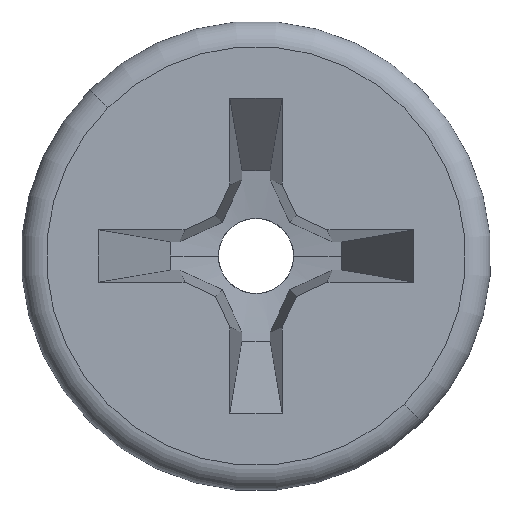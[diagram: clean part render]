
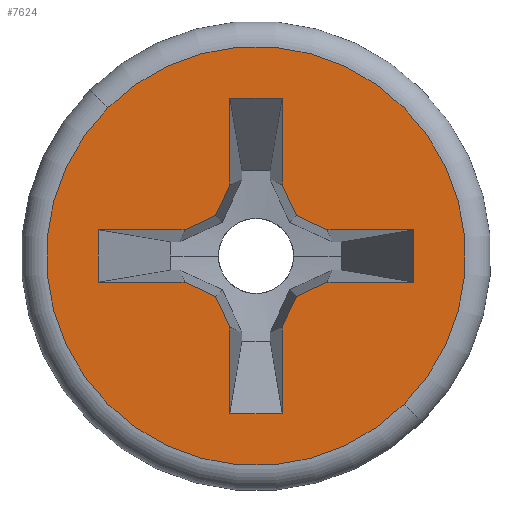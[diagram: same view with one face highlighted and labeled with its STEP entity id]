
A CAD part, left-side view. The second image highlights one B-rep face of the part: STEP entity #7624.
In plain terms, the highlighted planar face has unit normal (-1, 0, 0).
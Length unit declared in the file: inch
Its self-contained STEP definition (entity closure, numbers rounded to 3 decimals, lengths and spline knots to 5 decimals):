
#3669=CARTESIAN_POINT('',(0.,0.,0.));
#3670=DIRECTION('',(-1.,0.,0.));
#3671=DIRECTION('',(0.,1.,0.));
#3672=AXIS2_PLACEMENT_3D('',#3669,#3670,#3671);
#3674=CARTESIAN_POINT('',(0.,0.,0.));
#3675=DIRECTION('',(1.,0.,0.));
#3676=DIRECTION('',(0.,1.,0.));
#3677=AXIS2_PLACEMENT_3D('',#3674,#3675,#3676);
#3679=DIRECTION('',(0.,-0.707,-0.707));
#3680=VECTOR('',#3679,0.028);
#3681=CARTESIAN_POINT('',(0.,0.0693,-0.0495));
#3682=LINE('',#3681,#3680);
#3683=DIRECTION('',(0.,0.707,-0.707));
#3684=VECTOR('',#3683,0.04624);
#3685=CARTESIAN_POINT('',(0.,0.0168,-0.0366));
#3686=LINE('',#3685,#3684);
#3687=DIRECTION('',(0.,0.94,-0.342));
#3688=VECTOR('',#3687,0.01788);
#3689=CARTESIAN_POINT('',(0.,0.,-0.03048));
#3690=LINE('',#3689,#3688);
#3691=DIRECTION('',(0.,0.94,0.342));
#3692=VECTOR('',#3691,0.01788);
#3693=CARTESIAN_POINT('',(0.,-0.0168,-0.0366));
#3694=LINE('',#3693,#3692);
#3695=DIRECTION('',(0.,-0.707,-0.707));
#3696=VECTOR('',#3695,0.04624);
#3697=CARTESIAN_POINT('',(0.,-0.0168,-0.0366));
#3698=LINE('',#3697,#3696);
#3699=DIRECTION('',(0.,0.707,-0.707));
#3700=VECTOR('',#3699,0.028);
#3701=CARTESIAN_POINT('',(0.,-0.0693,-0.0495));
#3702=LINE('',#3701,#3700);
#3703=DIRECTION('',(0.,-0.707,-0.707));
#3704=VECTOR('',#3703,0.04624);
#3705=CARTESIAN_POINT('',(0.,-0.0366,-0.0168));
#3706=LINE('',#3705,#3704);
#3707=DIRECTION('',(0.,-0.342,-0.94));
#3708=VECTOR('',#3707,0.01788);
#3709=CARTESIAN_POINT('',(0.,-0.03048,0.));
#3710=LINE('',#3709,#3708);
#3711=DIRECTION('',(0.,0.342,-0.94));
#3712=VECTOR('',#3711,0.01788);
#3713=CARTESIAN_POINT('',(0.,-0.0366,0.0168));
#3714=LINE('',#3713,#3712);
#3715=DIRECTION('',(0.,0.707,-0.707));
#3716=VECTOR('',#3715,0.04624);
#3717=CARTESIAN_POINT('',(0.,-0.0693,0.0495));
#3718=LINE('',#3717,#3716);
#3719=DIRECTION('',(0.,-0.707,-0.707));
#3720=VECTOR('',#3719,0.028);
#3721=CARTESIAN_POINT('',(0.,-0.0495,0.0693));
#3722=LINE('',#3721,#3720);
#3723=DIRECTION('',(0.,0.707,-0.707));
#3724=VECTOR('',#3723,0.04624);
#3725=CARTESIAN_POINT('',(0.,-0.0495,0.0693));
#3726=LINE('',#3725,#3724);
#3727=DIRECTION('',(0.,-0.94,0.342));
#3728=VECTOR('',#3727,0.01788);
#3729=CARTESIAN_POINT('',(0.,0.,0.03048));
#3730=LINE('',#3729,#3728);
#3731=DIRECTION('',(0.,-0.94,-0.342));
#3732=VECTOR('',#3731,0.01788);
#3733=CARTESIAN_POINT('',(0.,0.0168,0.0366));
#3734=LINE('',#3733,#3732);
#3735=DIRECTION('',(0.,-0.707,-0.707));
#3736=VECTOR('',#3735,0.04624);
#3737=CARTESIAN_POINT('',(0.,0.0495,0.0693));
#3738=LINE('',#3737,#3736);
#3739=DIRECTION('',(0.,0.707,-0.707));
#3740=VECTOR('',#3739,0.028);
#3741=CARTESIAN_POINT('',(0.,0.0495,0.0693));
#3742=LINE('',#3741,#3740);
#3743=DIRECTION('',(0.,-0.707,-0.707));
#3744=VECTOR('',#3743,0.04624);
#3745=CARTESIAN_POINT('',(0.,0.0693,0.0495));
#3746=LINE('',#3745,#3744);
#3747=DIRECTION('',(0.,0.342,0.94));
#3748=VECTOR('',#3747,0.01788);
#3749=CARTESIAN_POINT('',(0.,0.03048,0.));
#3750=LINE('',#3749,#3748);
#3751=DIRECTION('',(0.,-0.342,0.94));
#3752=VECTOR('',#3751,0.01788);
#3753=CARTESIAN_POINT('',(0.,0.0366,-0.0168));
#3754=LINE('',#3753,#3752);
#3755=DIRECTION('',(0.,0.707,-0.707));
#3756=VECTOR('',#3755,0.04624);
#3757=CARTESIAN_POINT('',(0.,0.0366,-0.0168));
#3758=LINE('',#3757,#3756);
#6147=CARTESIAN_POINT('',(0.,0.0693,-0.0495));
#6148=CARTESIAN_POINT('',(0.,0.0495,-0.0693));
#6149=VERTEX_POINT('',#6147);
#6150=VERTEX_POINT('',#6148);
#6151=CARTESIAN_POINT('',(0.,0.0366,-0.0168));
#6152=VERTEX_POINT('',#6151);
#6153=CARTESIAN_POINT('',(0.,0.03048,0.));
#6154=VERTEX_POINT('',#6153);
#6155=CARTESIAN_POINT('',(0.,0.0366,0.0168));
#6156=VERTEX_POINT('',#6155);
#6157=CARTESIAN_POINT('',(0.,0.0693,0.0495));
#6158=VERTEX_POINT('',#6157);
#6159=CARTESIAN_POINT('',(0.,0.0495,0.0693));
#6160=VERTEX_POINT('',#6159);
#6161=CARTESIAN_POINT('',(0.,0.0168,0.0366));
#6162=VERTEX_POINT('',#6161);
#6163=CARTESIAN_POINT('',(0.,0.,0.03048));
#6164=VERTEX_POINT('',#6163);
#6165=CARTESIAN_POINT('',(0.,-0.0168,0.0366));
#6166=VERTEX_POINT('',#6165);
#6167=CARTESIAN_POINT('',(0.,-0.0495,0.0693));
#6168=VERTEX_POINT('',#6167);
#6169=CARTESIAN_POINT('',(0.,-0.0693,0.0495));
#6170=VERTEX_POINT('',#6169);
#6171=CARTESIAN_POINT('',(0.,-0.0366,0.0168));
#6172=VERTEX_POINT('',#6171);
#6173=CARTESIAN_POINT('',(0.,-0.03048,0.));
#6174=VERTEX_POINT('',#6173);
#6175=CARTESIAN_POINT('',(0.,-0.0366,-0.0168));
#6176=VERTEX_POINT('',#6175);
#6177=CARTESIAN_POINT('',(0.,-0.0693,-0.0495));
#6178=VERTEX_POINT('',#6177);
#6179=CARTESIAN_POINT('',(0.,-0.0495,-0.0693));
#6180=VERTEX_POINT('',#6179);
#6181=CARTESIAN_POINT('',(0.,-0.0168,-0.0366));
#6182=VERTEX_POINT('',#6181);
#6183=CARTESIAN_POINT('',(0.,0.,-0.03048));
#6184=VERTEX_POINT('',#6183);
#6185=CARTESIAN_POINT('',(0.,0.0168,-0.0366));
#6186=VERTEX_POINT('',#6185);
#6207=CARTESIAN_POINT('',(0.,0.11148,0.));
#6208=VERTEX_POINT('',#6207);
#6209=CARTESIAN_POINT('',(0.,-0.11148,0.));
#6210=VERTEX_POINT('',#6209);
#7591=CARTESIAN_POINT('',(0.,0.,0.));
#7592=DIRECTION('',(1.,0.,0.));
#7593=DIRECTION('',(0.,-1.,0.));
#7594=AXIS2_PLACEMENT_3D('',#7591,#7592,#7593);
#7595=PLANE('',#7594);
#7597=ORIENTED_EDGE('',*,*,#7596,.F.);
#7599=ORIENTED_EDGE('',*,*,#7598,.T.);
#7600=EDGE_LOOP('',(#7597,#7599));
#7601=FACE_OUTER_BOUND('',#7600,.F.);
#7602=ORIENTED_EDGE('',*,*,#7412,.T.);
#7603=ORIENTED_EDGE('',*,*,#7426,.F.);
#7604=ORIENTED_EDGE('',*,*,#7452,.F.);
#7605=ORIENTED_EDGE('',*,*,#7478,.F.);
#7606=ORIENTED_EDGE('',*,*,#7492,.T.);
#7607=ORIENTED_EDGE('',*,*,#7506,.F.);
#7608=ORIENTED_EDGE('',*,*,#7520,.F.);
#7609=ORIENTED_EDGE('',*,*,#7546,.F.);
#7610=ORIENTED_EDGE('',*,*,#7572,.F.);
#7611=ORIENTED_EDGE('',*,*,#7585,.F.);
#7612=ORIENTED_EDGE('',*,*,#7221,.F.);
#7613=ORIENTED_EDGE('',*,*,#7237,.T.);
#7614=ORIENTED_EDGE('',*,*,#7263,.F.);
#7615=ORIENTED_EDGE('',*,*,#7289,.F.);
#7616=ORIENTED_EDGE('',*,*,#7303,.F.);
#7617=ORIENTED_EDGE('',*,*,#7317,.T.);
#7618=ORIENTED_EDGE('',*,*,#7331,.T.);
#7619=ORIENTED_EDGE('',*,*,#7357,.F.);
#7620=ORIENTED_EDGE('',*,*,#7383,.F.);
#7621=ORIENTED_EDGE('',*,*,#7397,.T.);
#7622=EDGE_LOOP('',(#7602,#7603,#7604,#7605,#7606,#7607,#7608,#7609,#7610,#7611,
#7612,#7613,#7614,#7615,#7616,#7617,#7618,#7619,#7620,#7621));
#7623=FACE_BOUND('',#7622,.F.);
#3673=CIRCLE('',#3672,0.11148);
#3678=CIRCLE('',#3677,0.11148);
#7221=EDGE_CURVE('',#6168,#6170,#3722,.T.);
#7237=EDGE_CURVE('',#6168,#6166,#3726,.T.);
#7263=EDGE_CURVE('',#6164,#6166,#3730,.T.);
#7289=EDGE_CURVE('',#6162,#6164,#3734,.T.);
#7303=EDGE_CURVE('',#6160,#6162,#3738,.T.);
#7317=EDGE_CURVE('',#6160,#6158,#3742,.T.);
#7331=EDGE_CURVE('',#6158,#6156,#3746,.T.);
#7357=EDGE_CURVE('',#6154,#6156,#3750,.T.);
#7383=EDGE_CURVE('',#6152,#6154,#3754,.T.);
#7397=EDGE_CURVE('',#6152,#6149,#3758,.T.);
#7412=EDGE_CURVE('',#6149,#6150,#3682,.T.);
#7426=EDGE_CURVE('',#6186,#6150,#3686,.T.);
#7452=EDGE_CURVE('',#6184,#6186,#3690,.T.);
#7478=EDGE_CURVE('',#6182,#6184,#3694,.T.);
#7492=EDGE_CURVE('',#6182,#6180,#3698,.T.);
#7506=EDGE_CURVE('',#6178,#6180,#3702,.T.);
#7520=EDGE_CURVE('',#6176,#6178,#3706,.T.);
#7546=EDGE_CURVE('',#6174,#6176,#3710,.T.);
#7572=EDGE_CURVE('',#6172,#6174,#3714,.T.);
#7585=EDGE_CURVE('',#6170,#6172,#3718,.T.);
#7596=EDGE_CURVE('',#6208,#6210,#3673,.T.);
#7598=EDGE_CURVE('',#6208,#6210,#3678,.T.);
#7624=ADVANCED_FACE('',(#7601,#7623),#7595,.F.);
